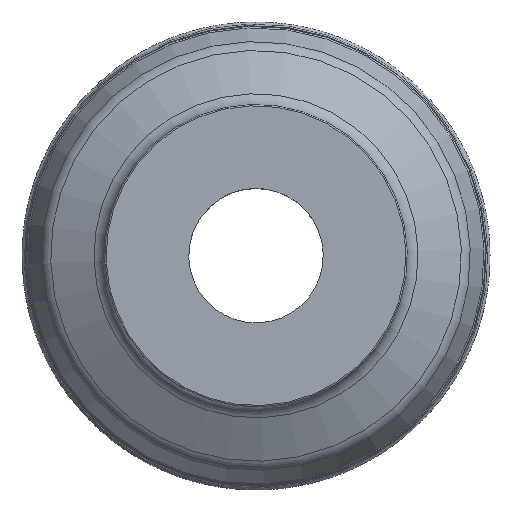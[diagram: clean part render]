
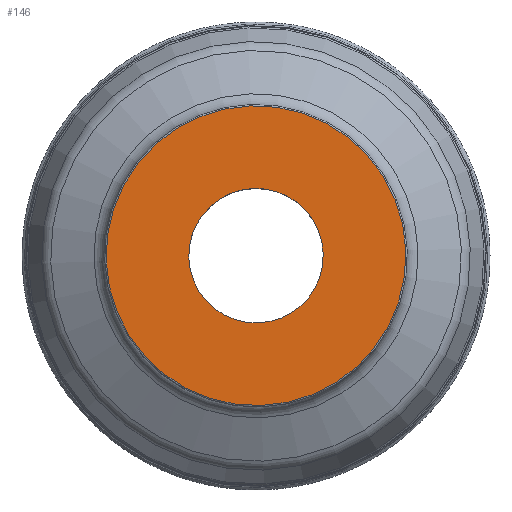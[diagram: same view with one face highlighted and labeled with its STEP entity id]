
A CAD part, top view. The second image highlights one B-rep face of the part: STEP entity #146.
In plain terms, the highlighted planar face has unit normal (0, 0, 1).
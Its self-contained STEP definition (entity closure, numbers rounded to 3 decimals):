
#116=PLANE('',#604);
#146=ADVANCED_FACE('CU_BACK_F001',(#218,#219),#116,.F.);
#218=FACE_BOUND('',#279,.T.);
#219=FACE_BOUND('',#280,.T.);
#279=EDGE_LOOP('',(#339));
#280=EDGE_LOOP('',(#340));
#339=ORIENTED_EDGE('',*,*,#394,.F.);
#340=ORIENTED_EDGE('',*,*,#401,.T.);
#363=VERTEX_POINT('',#841);
#370=VERTEX_POINT('',#864);
#394=EDGE_CURVE('',#363,#363,#424,.T.);
#401=EDGE_CURVE('',#370,#370,#431,.T.);
#424=CIRCLE('',#586,20.006);
#431=CIRCLE('',#602,44.6);
#586=AXIS2_PLACEMENT_3D('',#840,#711,#712);
#602=AXIS2_PLACEMENT_3D('',#863,#743,#744);
#604=AXIS2_PLACEMENT_3D('',#866,#747,#748);
#711=DIRECTION('',(0.,0.,1.));
#712=DIRECTION('',(0.978,0.208,0.));
#743=DIRECTION('',(0.,0.,1.));
#744=DIRECTION('',(0.978,0.208,0.));
#747=DIRECTION('',(0.,0.,-1.));
#748=DIRECTION('',(-0.978,-0.208,0.));
#840=CARTESIAN_POINT('',(0.,0.,
0.));
#841=CARTESIAN_POINT('',(19.569,4.16,0.));
#863=CARTESIAN_POINT('',(0.,0.,
0.));
#864=CARTESIAN_POINT('',(43.625,9.273,0.));
#866=CARTESIAN_POINT('',(-43.5,0.,0.));
